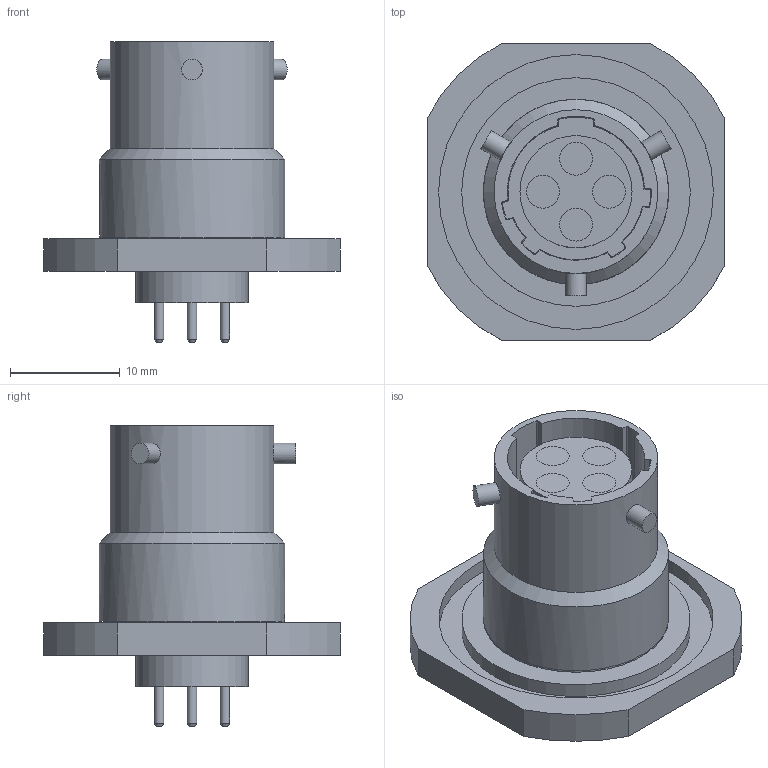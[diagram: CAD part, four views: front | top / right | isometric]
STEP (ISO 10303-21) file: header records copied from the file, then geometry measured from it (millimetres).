
FILE_DESCRIPTION(/* description */ (''),/* implementation_level */ '2;1');
FILE_NAME(/* name */ 'SOURIAU_UT07104S21E84T.stp',/* time_stamp */ '2016-03-03T12:57:27+01:00',/* author */ ('riccim'),/* organization */ (''),/* preprocessor_version */ 'ST-DEVELOPER v15.5',/* originating_system */ 'AutoCAD Mechanical',/* authorisation */ '');
FILE_SCHEMA (('AUTOMOTIVE_DESIGN { 1 0 10303 214 3 1 1 }'));
Length unit declared in the file: millimetre
Products named in the file (1): Product
Bounding box: 26.97 x 26.97 x 27.35 mm (x, y, z)
Volume: 4957.7 mm3; surface area: 4009.3 mm2
Topology: 11 solids, 11 shells, 130 faces, 268 edges, 170 vertices
Faces by surface type: cylinder 56, plane 49, bspline 10, torus 10, cone 5
Full cylindrical faces by diameter (mm): 0.85 x4, 1.89 x3, 3 x8, 10.2 x2, 14.9 x1, 16.85 x1, 20.8 x1, 25 x1
Entity records: 3828 total; most frequent: CARTESIAN_POINT 1220, DIRECTION 530, ORIENTED_EDGE 472, EDGE_CURVE 236, AXIS2_PLACEMENT_3D 225, EDGE_LOOP 167, VERTEX_POINT 165, FACE_OUTER_BOUND 130
